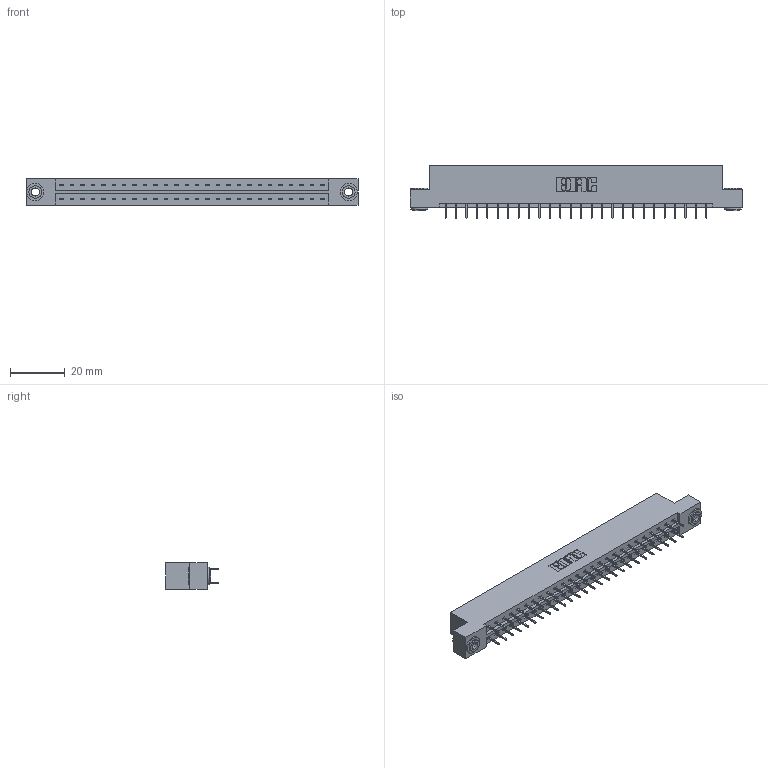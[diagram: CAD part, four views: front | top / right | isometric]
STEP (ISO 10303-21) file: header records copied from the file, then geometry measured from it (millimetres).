
FILE_DESCRIPTION (( 'STEP AP203' ), '1' );
FILE_NAME ('379-052-524-203.STEP', '2020-02-26T17:42:22', ( '' ), ( '' ), 'SwSTEP 2.0', 'SolidWorks 2016', '' );
FILE_SCHEMA (( 'CONFIG_CONTROL_DESIGN' ));
Length unit declared in the file: inch
Products named in the file (4): 345-292-001_345-293-124; 379-052-524-203; 345-250-002_345-250-002-102; 379 Part_Flush - .156 Dia - TH
Assembly tree (55 placements, depth 2):
  379-052-524-203
    379 Part_Flush - .156 Dia - TH
    345-292-001_345-293-124  x52
    345-250-002_345-250-002-102  x2
Bounding box: 121.28 x 19.35 x 9.53 mm (x, y, z)
Volume: 12662.9 mm3; surface area: 14056.3 mm2
Topology: 55 solids, 55 shells, 3064 faces, 8655 edges, 5558 vertices
Faces by surface type: plane 2264, cylinder 792, cone 8
Entity records: 19520 total; most frequent: CARTESIAN_POINT 3229, ORIENTED_EDGE 3158, DIRECTION 2821, EDGE_CURVE 1579, LINE 1431, VECTOR 1431, VERTEX_POINT 1046, AXIS2_PLACEMENT_3D 695
